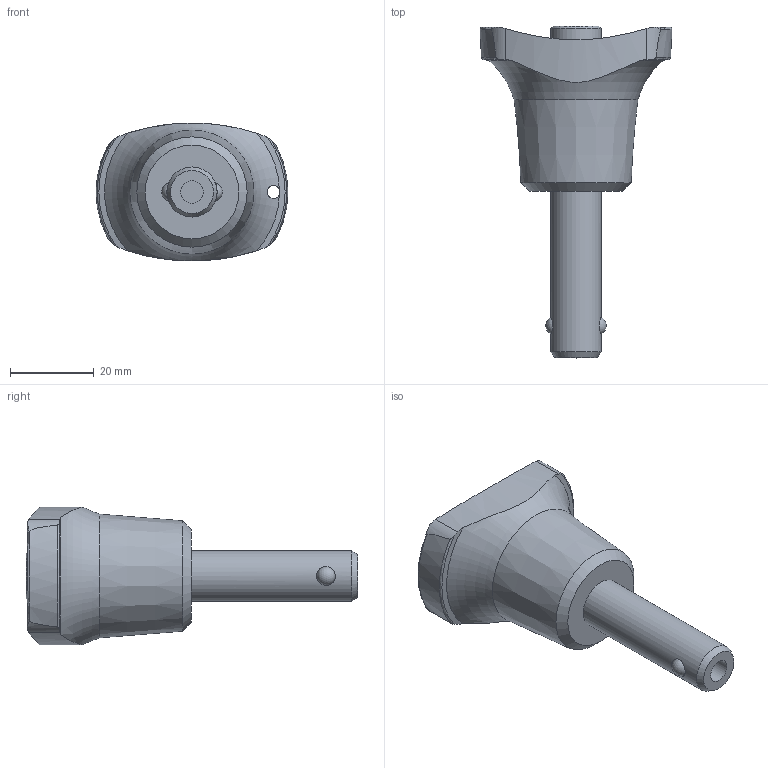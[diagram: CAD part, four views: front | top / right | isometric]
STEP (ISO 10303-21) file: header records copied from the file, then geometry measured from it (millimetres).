
FILE_DESCRIPTION( ( 'STEP AP214' ), '1' );
FILE_NAME( 'K0792.0046120300.stp', '2020-12-10T14:11:02', ( '' ), ( '' ), ' ', 'PARTsolutions', ' ' );
FILE_SCHEMA( ( 'AUTOMOTIVE_DESIGN { 1 0 10303 214 1 1 1 1 }' ) );
Length unit declared in the file: millimetre
Products named in the file (1): _K0792.0046120300
Bounding box: 45.9 x 79.4 x 33 mm (x, y, z)
Volume: 31336.5 mm3; surface area: 10411.3 mm2
Topology: 1 solids, 1 shells, 42 faces, 104 edges, 69 vertices
Faces by surface type: cylinder 16, cone 10, plane 8, torus 5, sphere 2, bspline 1
Full cylindrical faces by diameter (mm): 2.96 x1, 3.1 x1, 4.5 x2, 5.48 x2, 5.5 x1, 12 x3
Entity records: 2173 total; most frequent: CARTESIAN_POINT 982, ORIENTED_EDGE 154, DIRECTION 152, EDGE_CURVE 77, AXIS2_PLACEMENT_3D 74, EDGE_LOOP 73, VERTEX_POINT 64, FACE_OUTER_BOUND 54
